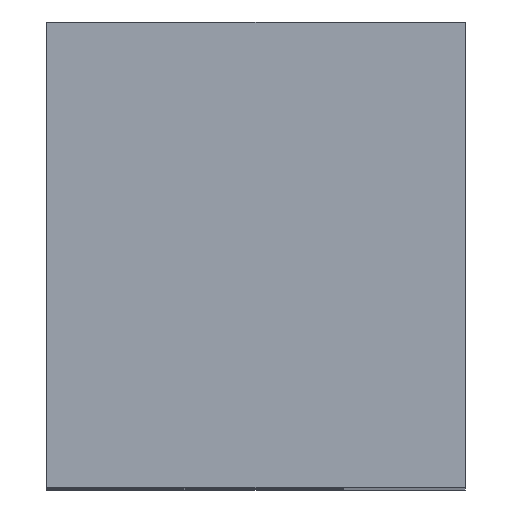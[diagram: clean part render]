
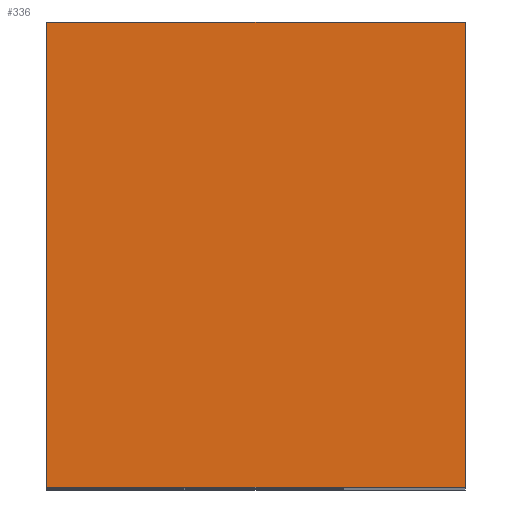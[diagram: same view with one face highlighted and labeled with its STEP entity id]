
A CAD part, top view. The second image highlights one B-rep face of the part: STEP entity #336.
In plain terms, the highlighted planar face has unit normal (0, 0, 1).
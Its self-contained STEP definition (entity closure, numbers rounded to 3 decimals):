
#49=FACE_OUTER_BOUND('',#68,.T.);
#68=EDGE_LOOP('',(#289,#290,#291,#292));
#89=LINE('',#515,#124);
#101=LINE('',#545,#136);
#108=LINE('',#568,#143);
#109=LINE('',#569,#144);
#124=VECTOR('',#417,10.);
#136=VECTOR('',#445,10.);
#143=VECTOR('',#472,10.);
#144=VECTOR('',#473,10.);
#158=VERTEX_POINT('',#512);
#159=VERTEX_POINT('',#514);
#168=VERTEX_POINT('',#542);
#169=VERTEX_POINT('',#544);
#191=EDGE_CURVE('',#159,#158,#89,.T.);
#206=EDGE_CURVE('',#168,#169,#101,.T.);
#218=EDGE_CURVE('',#168,#159,#108,.T.);
#219=EDGE_CURVE('',#169,#158,#109,.T.);
#289=ORIENTED_EDGE('',*,*,#218,.T.);
#290=ORIENTED_EDGE('',*,*,#191,.T.);
#291=ORIENTED_EDGE('',*,*,#219,.F.);
#292=ORIENTED_EDGE('',*,*,#206,.F.);
#319=PLANE('',#386);
#336=ADVANCED_FACE('',(#49),#319,.T.);
#386=AXIS2_PLACEMENT_3D('',#567,#470,#471);
#417=DIRECTION('',(1.,0.,0.));
#445=DIRECTION('',(1.,0.,0.));
#470=DIRECTION('center_axis',(0.,0.,1.));
#471=DIRECTION('ref_axis',(0.,-1.,0.));
#472=DIRECTION('',(0.,-1.,0.));
#473=DIRECTION('',(0.,-1.,0.));
#512=CARTESIAN_POINT('',(9.,0.,0.));
#514=CARTESIAN_POINT('',(0.,0.,0.));
#515=CARTESIAN_POINT('',(0.,0.,0.));
#542=CARTESIAN_POINT('',(0.,10.,0.));
#544=CARTESIAN_POINT('',(9.,10.,0.));
#545=CARTESIAN_POINT('',(0.,10.,0.));
#567=CARTESIAN_POINT('Origin',(0.,10.,0.));
#568=CARTESIAN_POINT('',(0.,10.,0.));
#569=CARTESIAN_POINT('',(9.,10.,0.));
